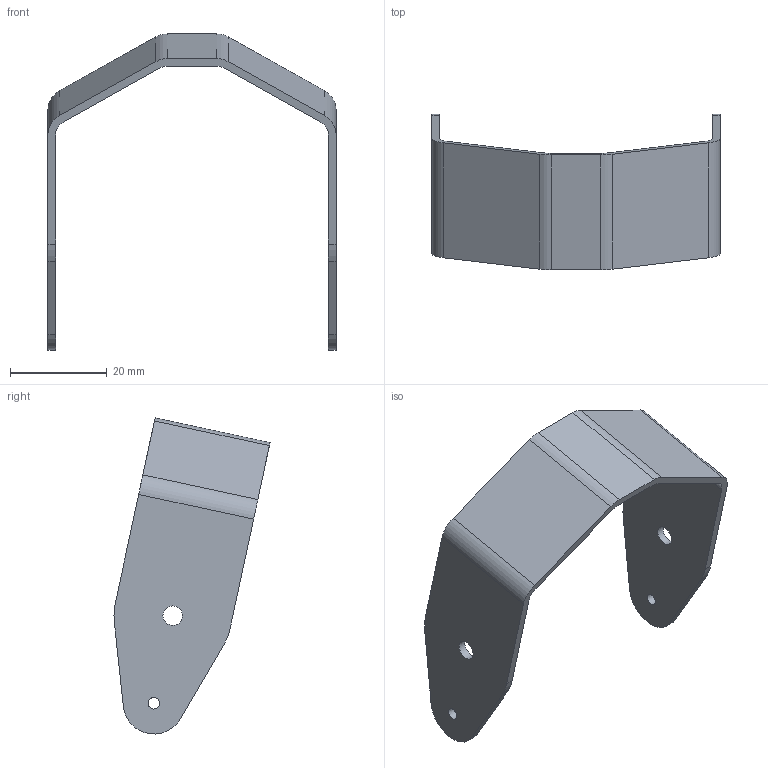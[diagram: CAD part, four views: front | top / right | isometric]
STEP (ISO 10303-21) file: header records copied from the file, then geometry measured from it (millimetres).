
FILE_DESCRIPTION(/* description */ ('STEP AP214'),/* implementation_level */ '2;1');
FILE_NAME(/* name */ '62524fc7ecdeb77adb8b9b6c',/* time_stamp */ '2022-04-10T03:32:23+00:00',/* author */ (''),/* organization */ (''),/* preprocessor_version */ 'ST-DEVELOPER v18.101',/* originating_system */ ' ',/* authorisation */ ' ');
FILE_SCHEMA (('AUTOMOTIVE_DESIGN {1 0 10303 214 3 1 1}'));
Length unit declared in the file: metre
Products named in the file (1): Part 875
Bounding box: 59.46 x 32.18 x 65.19 mm (x, y, z)
Volume: 5686.3 mm3; surface area: 7777.5 mm2
Topology: 1 solids, 1 shells, 34 faces, 96 edges, 64 vertices
Faces by surface type: cylinder 18, plane 16
Full cylindrical faces by diameter (mm): 2.381 x2, 4.039 x2
Entity records: 1142 total; most frequent: DIRECTION 198, CARTESIAN_POINT 191, ORIENTED_EDGE 184, EDGE_CURVE 92, AXIS2_PLACEMENT_3D 71, VERTEX_POINT 64, LINE 56, VECTOR 56
